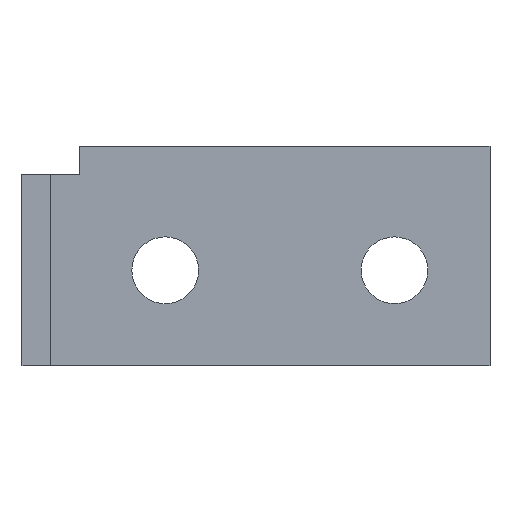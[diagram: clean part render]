
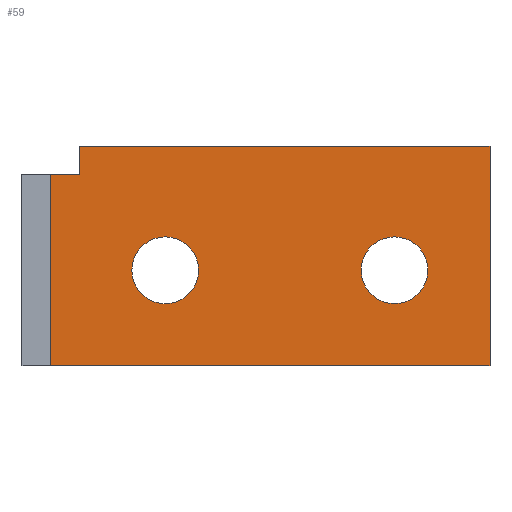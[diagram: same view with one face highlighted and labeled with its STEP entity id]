
A CAD part, left-side view. The second image highlights one B-rep face of the part: STEP entity #59.
In plain terms, the highlighted planar face has unit normal (-1, 0, 0).
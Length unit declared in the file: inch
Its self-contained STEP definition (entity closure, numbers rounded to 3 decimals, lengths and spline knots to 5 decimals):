
#59=ADVANCED_FACE('',(#145,#146,#147),#148,.T.);
#145=FACE_BOUND('',#271,.T.);
#146=FACE_BOUND('',#272,.T.);
#147=FACE_OUTER_BOUND('',#273,.T.);
#148=PLANE('',#274);
#271=EDGE_LOOP('',(#391,#392));
#272=EDGE_LOOP('',(#393,#394));
#273=EDGE_LOOP('',(#395,#396,#397,#398,#399,#400));
#274=AXIS2_PLACEMENT_3D('',#401,#402,#403);
#391=ORIENTED_EDGE('',*,*,#716,.T.);
#392=ORIENTED_EDGE('',*,*,#717,.T.);
#393=ORIENTED_EDGE('',*,*,#718,.T.);
#394=ORIENTED_EDGE('',*,*,#719,.T.);
#395=ORIENTED_EDGE('',*,*,#720,.T.);
#396=ORIENTED_EDGE('',*,*,#721,.T.);
#397=ORIENTED_EDGE('',*,*,#722,.T.);
#398=ORIENTED_EDGE('',*,*,#723,.F.);
#399=ORIENTED_EDGE('',*,*,#724,.F.);
#400=ORIENTED_EDGE('',*,*,#725,.T.);
#401=CARTESIAN_POINT('',(-1.08268,0.0,0.23622));
#402=DIRECTION('',(-1.0,0.0,0.0));
#403=DIRECTION('',(0.0,-1.0,0.0));
#716=EDGE_CURVE('',#845,#846,#847,.T.);
#717=EDGE_CURVE('',#846,#845,#848,.T.);
#718=EDGE_CURVE('',#849,#850,#851,.T.);
#719=EDGE_CURVE('',#850,#849,#852,.T.);
#720=EDGE_CURVE('',#853,#854,#855,.T.);
#721=EDGE_CURVE('',#854,#856,#857,.T.);
#722=EDGE_CURVE('',#856,#858,#859,.T.);
#723=EDGE_CURVE('',#860,#858,#861,.T.);
#724=EDGE_CURVE('',#862,#860,#863,.T.);
#725=EDGE_CURVE('',#862,#853,#864,.T.);
#845=VERTEX_POINT('',#1036);
#846=VERTEX_POINT('',#1037);
#847=CIRCLE('',#1038,0.27559);
#848=CIRCLE('',#1039,0.27559);
#849=VERTEX_POINT('',#1040);
#850=VERTEX_POINT('',#1041);
#851=CIRCLE('',#1042,0.27559);
#852=CIRCLE('',#1043,0.27559);
#853=VERTEX_POINT('',#1044);
#854=VERTEX_POINT('',#1045);
#855=LINE('',#1046,#1047);
#856=VERTEX_POINT('',#1048);
#857=LINE('',#1049,#1050);
#858=VERTEX_POINT('',#1051);
#859=LINE('',#1052,#1053);
#860=VERTEX_POINT('',#1054);
#861=LINE('',#1055,#1056);
#862=VERTEX_POINT('',#1057);
#863=LINE('',#1058,#1059);
#864=LINE('',#1060,#1061);
#1036=CARTESIAN_POINT('',(-1.08268,2.40157,-0.7874));
#1037=CARTESIAN_POINT('',(-1.08268,2.95276,-0.7874));
#1038=AXIS2_PLACEMENT_3D('',#1288,#1289,#1290);
#1039=AXIS2_PLACEMENT_3D('',#1291,#1292,#1293);
#1040=CARTESIAN_POINT('',(-1.08268,0.51181,-0.7874));
#1041=CARTESIAN_POINT('',(-1.08268,1.06299,-0.7874));
#1042=AXIS2_PLACEMENT_3D('',#1294,#1295,#1296);
#1043=AXIS2_PLACEMENT_3D('',#1297,#1298,#1299);
#1044=CARTESIAN_POINT('',(-1.08268,3.38583,0.23622));
#1045=CARTESIAN_POINT('',(-1.08268,3.38583,0.0));
#1046=CARTESIAN_POINT('',(-1.08268,3.38583,-0.44813));
#1047=VECTOR('',#1300,0.03937);
#1048=CARTESIAN_POINT('',(-1.08268,3.62205,0.0));
#1049=CARTESIAN_POINT('',(-1.08268,3.38583,0.0));
#1050=VECTOR('',#1301,0.03937);
#1051=CARTESIAN_POINT('',(-1.08268,3.62205,-1.5748));
#1052=CARTESIAN_POINT('',(-1.08268,3.62205,-0.88376));
#1053=VECTOR('',#1302,0.03937);
#1054=CARTESIAN_POINT('',(-1.08268,0.0,-1.5748));
#1055=CARTESIAN_POINT('',(-1.08268,0.0,-1.5748));
#1056=VECTOR('',#1303,0.03937);
#1057=CARTESIAN_POINT('',(-1.08268,0.0,0.23622));
#1058=CARTESIAN_POINT('',(-1.08268,0.0,-0.44813));
#1059=VECTOR('',#1304,0.03937);
#1060=CARTESIAN_POINT('',(-1.08268,0.0,0.23622));
#1061=VECTOR('',#1305,0.03937);
#1288=CARTESIAN_POINT('',(-1.08268,2.67717,-0.7874));
#1289=DIRECTION('',(1.0,0.0,0.0));
#1290=DIRECTION('',(0.0,1.0,0.0));
#1291=CARTESIAN_POINT('',(-1.08268,2.67717,-0.7874));
#1292=DIRECTION('',(1.0,0.0,0.0));
#1293=DIRECTION('',(0.0,1.0,0.0));
#1294=CARTESIAN_POINT('',(-1.08268,0.7874,-0.7874));
#1295=DIRECTION('',(1.0,0.0,0.0));
#1296=DIRECTION('',(0.0,1.0,0.0));
#1297=CARTESIAN_POINT('',(-1.08268,0.7874,-0.7874));
#1298=DIRECTION('',(1.0,0.0,0.0));
#1299=DIRECTION('',(0.0,1.0,0.0));
#1300=DIRECTION('',(0.0,0.0,-1.0));
#1301=DIRECTION('',(0.0,1.0,0.0));
#1302=DIRECTION('',(0.,0.0,-1.0));
#1303=DIRECTION('',(0.0,1.0,0.0));
#1304=DIRECTION('',(0.0,0.0,-1.0));
#1305=DIRECTION('',(0.0,1.0,0.0));
